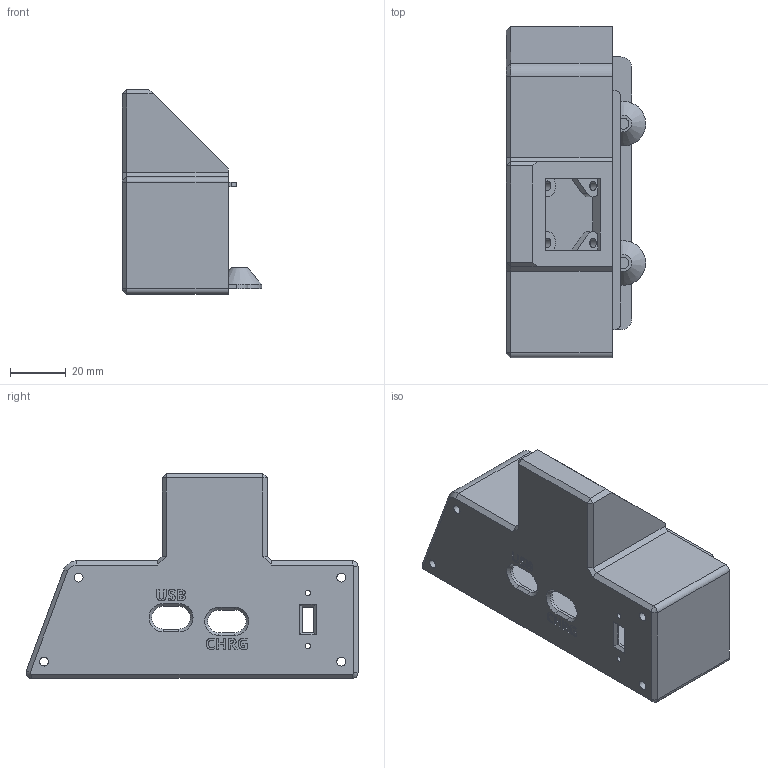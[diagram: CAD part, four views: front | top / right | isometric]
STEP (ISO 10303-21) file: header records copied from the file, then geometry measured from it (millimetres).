
FILE_DESCRIPTION(/* description */ ('STEP AP242','CAx-IF Rec.Pracs.---Representation and Presentation of Product Manufacturing Information (PMI)---4.0---2014-10-13','CAx-IF Rec.Pracs.---3D Tessellated Geometry---0.4---2014-09-14','2;1'),/* implementation_level */ '2;1');
FILE_NAME(/* name */ '68ea3ce89ee70ab8bfbdc77a',/* time_stamp */ '2025-10-11T11:18:02Z',/* author */ (''),/* organization */ (''),/* preprocessor_version */ 'ST-DEVELOPER v20',/* originating_system */ 'ONSHAPE BY PTC INC, 1.205',/* authorisation */ ' ');
FILE_SCHEMA (('AP242_MANAGED_MODEL_BASED_3D_ENGINEERING_MIM_LF { 1 0 10303 442 1 1 4 }'));
Length unit declared in the file: metre
Products named in the file (1): ?????? ??? ???????????
Bounding box: 50 x 119.13 x 73.43 mm (x, y, z)
Volume: 56006.8 mm3; surface area: 40205.9 mm2
Topology: 1 solids, 1 shells, 302 faces, 821 edges, 538 vertices
Faces by surface type: plane 173, bspline 66, cylinder 55, cone 8
Full cylindrical faces by diameter (mm): 2 x2, 3.2 x4, 3.4 x4, 4 x2
Entity records: 9640 total; most frequent: CARTESIAN_POINT 2381, ORIENTED_EDGE 1602, DIRECTION 1265, EDGE_CURVE 801, LINE 547, VECTOR 547, VERTEX_POINT 532, EDGE_LOOP 361
